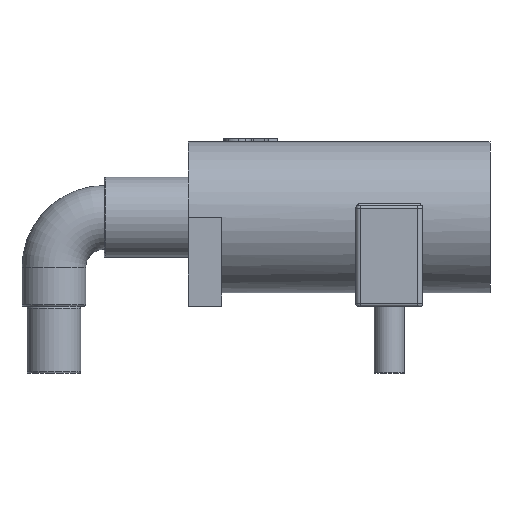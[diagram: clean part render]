
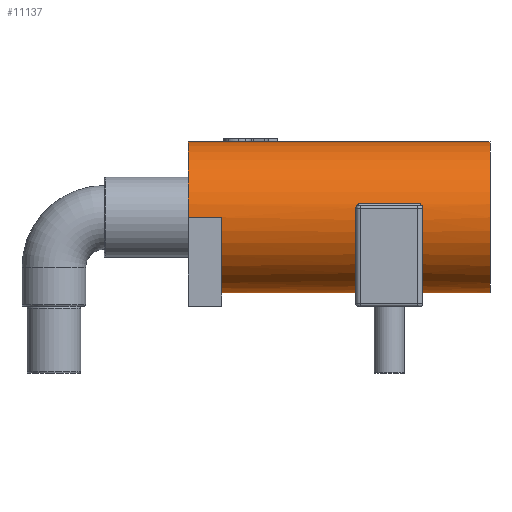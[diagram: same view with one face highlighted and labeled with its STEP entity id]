
A CAD part, left-side view. The second image highlights one B-rep face of the part: STEP entity #11137.
In plain terms, the highlighted cylindrical face has radius 2.25 mm (diameter 4.5 mm), a partial arc.
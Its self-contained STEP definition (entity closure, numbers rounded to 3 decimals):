
#503=B_SPLINE_CURVE_WITH_KNOTS('',3,(#14067,#14068,#14069,#14070,#14071,
#14072,#14073,#14074,#14075,#14076),.UNSPECIFIED.,.F.,.F.,(4,2,2,2,4),(0.,
0.,0.007,0.011,0.014),
 .UNSPECIFIED.);
#504=B_SPLINE_CURVE_WITH_KNOTS('',3,(#14081,#14082,#14083,#14084,#14085,
#14086,#14087,#14088,#14089,#14090),.UNSPECIFIED.,.F.,.F.,(4,2,2,2,4),(0.036,
0.039,0.044,0.051,0.051),
 .UNSPECIFIED.);
#508=B_SPLINE_CURVE_WITH_KNOTS('',3,(#14192,#14193,#14194,#14195),
 .UNSPECIFIED.,.F.,.F.,(4,4),(0.107,0.162),
 .UNSPECIFIED.);
#509=B_SPLINE_CURVE_WITH_KNOTS('',3,(#14224,#14225,#14226,#14227),
 .UNSPECIFIED.,.F.,.F.,(4,4),(0.,0.055),.UNSPECIFIED.);
#1524=LINE('',#14092,#2337);
#1538=LINE('',#14154,#2351);
#1542=LINE('',#14162,#2355);
#1571=LINE('',#14283,#2384);
#1590=LINE('',#14338,#2403);
#1591=LINE('',#14340,#2404);
#1592=LINE('',#14341,#2405);
#1593=LINE('',#14342,#2406);
#1594=LINE('',#14343,#2407);
#2337=VECTOR('',#12365,10.);
#2351=VECTOR('',#12427,10.);
#2355=VECTOR('',#12431,10.);
#2384=VECTOR('',#12562,10.);
#2403=VECTOR('',#12609,10.);
#2404=VECTOR('',#12610,10.);
#2405=VECTOR('',#12611,10.);
#2406=VECTOR('',#12612,10.);
#2407=VECTOR('',#12613,10.);
#3153=CYLINDRICAL_SURFACE('',#11935,2.25);
#3247=FACE_OUTER_BOUND('',#3906,.T.);
#3906=EDGE_LOOP('',(#7896,#7897,#7898,#7899,#7900,#7901,#7902,#7903,#7904,
#7905,#7906,#7907,#7908,#7909,#7910,#7911,#7912,#7913));
#4529=CIRCLE('',#11824,2.25);
#4540=CIRCLE('',#11838,2.25);
#4584=CIRCLE('',#11932,2.25);
#4585=CIRCLE('',#11934,2.25);
#4586=CIRCLE('',#11936,2.25);
#4686=VERTEX_POINT('',#14004);
#4687=VERTEX_POINT('',#14006);
#4696=VERTEX_POINT('',#14050);
#4697=VERTEX_POINT('',#14052);
#4701=VERTEX_POINT('',#14066);
#4702=VERTEX_POINT('',#14079);
#4717=VERTEX_POINT('',#14151);
#4718=VERTEX_POINT('',#14153);
#4721=VERTEX_POINT('',#14159);
#4722=VERTEX_POINT('',#14161);
#4736=VERTEX_POINT('',#14247);
#4760=VERTEX_POINT('',#14319);
#4761=VERTEX_POINT('',#14321);
#4763=VERTEX_POINT('',#14328);
#4764=VERTEX_POINT('',#14329);
#4766=VERTEX_POINT('',#14335);
#4767=VERTEX_POINT('',#14337);
#4768=VERTEX_POINT('',#14339);
#5853=EDGE_CURVE('',#4687,#4686,#4529,.T.);
#5868=EDGE_CURVE('',#4697,#4696,#4540,.T.);
#5875=EDGE_CURVE('',#4687,#4701,#503,.F.);
#5878=EDGE_CURVE('',#4702,#4696,#504,.F.);
#5879=EDGE_CURVE('',#4701,#4702,#1524,.T.);
#5907=EDGE_CURVE('',#4718,#4717,#1538,.T.);
#5911=EDGE_CURVE('',#4722,#4721,#1542,.T.);
#5922=EDGE_CURVE('',#4718,#4686,#508,.F.);
#5938=EDGE_CURVE('',#4697,#4721,#509,.F.);
#5965=EDGE_CURVE('',#4736,#4722,#1571,.T.);
#5984=EDGE_CURVE('',#4761,#4760,#4584,.T.);
#5988=EDGE_CURVE('',#4763,#4764,#4585,.T.);
#5991=EDGE_CURVE('',#4717,#4766,#4586,.T.);
#5992=EDGE_CURVE('',#4766,#4767,#1590,.T.);
#5993=EDGE_CURVE('',#4767,#4768,#1591,.T.);
#5994=EDGE_CURVE('',#4768,#4761,#1592,.T.);
#5995=EDGE_CURVE('',#4763,#4760,#1593,.T.);
#5996=EDGE_CURVE('',#4764,#4736,#1594,.T.);
#7896=ORIENTED_EDGE('',*,*,#5853,.T.);
#7897=ORIENTED_EDGE('',*,*,#5922,.F.);
#7898=ORIENTED_EDGE('',*,*,#5907,.T.);
#7899=ORIENTED_EDGE('',*,*,#5991,.T.);
#7900=ORIENTED_EDGE('',*,*,#5992,.T.);
#7901=ORIENTED_EDGE('',*,*,#5993,.T.);
#7902=ORIENTED_EDGE('',*,*,#5994,.T.);
#7903=ORIENTED_EDGE('',*,*,#5984,.T.);
#7904=ORIENTED_EDGE('',*,*,#5995,.F.);
#7905=ORIENTED_EDGE('',*,*,#5988,.T.);
#7906=ORIENTED_EDGE('',*,*,#5996,.T.);
#7907=ORIENTED_EDGE('',*,*,#5965,.T.);
#7908=ORIENTED_EDGE('',*,*,#5911,.T.);
#7909=ORIENTED_EDGE('',*,*,#5938,.F.);
#7910=ORIENTED_EDGE('',*,*,#5868,.T.);
#7911=ORIENTED_EDGE('',*,*,#5878,.F.);
#7912=ORIENTED_EDGE('',*,*,#5879,.F.);
#7913=ORIENTED_EDGE('',*,*,#5875,.F.);
#11137=ADVANCED_FACE('',(#3247),#3153,.T.);
#11824=AXIS2_PLACEMENT_3D('',#14007,#12309,#12310);
#11838=AXIS2_PLACEMENT_3D('',#14053,#12341,#12342);
#11932=AXIS2_PLACEMENT_3D('',#14322,#12594,#12595);
#11934=AXIS2_PLACEMENT_3D('',#14330,#12601,#12602);
#11935=AXIS2_PLACEMENT_3D('',#14334,#12605,#12606);
#11936=AXIS2_PLACEMENT_3D('',#14336,#12607,#12608);
#12309=DIRECTION('center_axis',(0.,-1.,0.));
#12310=DIRECTION('ref_axis',(-0.707,0.,0.707));
#12341=DIRECTION('center_axis',(0.,1.,0.));
#12342=DIRECTION('ref_axis',(-0.707,0.,0.707));
#12365=DIRECTION('',(0.,1.,0.));
#12427=DIRECTION('',(0.,-1.,0.));
#12431=DIRECTION('',(0.,-1.,0.));
#12562=DIRECTION('',(0.,-1.,0.));
#12594=DIRECTION('center_axis',(0.,-1.,0.));
#12595=DIRECTION('ref_axis',(-0.707,0.,-0.707));
#12601=DIRECTION('center_axis',(0.,-1.,0.));
#12602=DIRECTION('ref_axis',(-0.707,0.,0.707));
#12605=DIRECTION('center_axis',(0.,1.,0.));
#12606=DIRECTION('ref_axis',(-0.707,0.,0.707));
#12607=DIRECTION('center_axis',(0.,1.,0.));
#12608=DIRECTION('ref_axis',(-0.707,0.,-0.707));
#12609=DIRECTION('',(0.,1.,0.));
#12610=DIRECTION('',(0.,1.,0.));
#12611=DIRECTION('',(0.,1.,0.));
#12612=DIRECTION('',(0.,1.,0.));
#12613=DIRECTION('',(0.,-1.,0.));
#14004=CARTESIAN_POINT('',(-4.076,2.,-2.175));
#14006=CARTESIAN_POINT('',(-5.732,2.,0.285));
#14007=CARTESIAN_POINT('Origin',(-3.5,2.,0.));
#14050=CARTESIAN_POINT('',(-5.732,4.,0.285));
#14052=CARTESIAN_POINT('',(-4.076,4.,-2.175));
#14053=CARTESIAN_POINT('Origin',(-3.5,4.,0.));
#14066=CARTESIAN_POINT('',(-5.712,2.075,0.411));
#14067=CARTESIAN_POINT('Ctrl Pts',(-5.712,2.075,0.411));
#14068=CARTESIAN_POINT('Ctrl Pts',(-5.712,2.075,0.411));
#14069=CARTESIAN_POINT('Ctrl Pts',(-5.712,2.074,0.411));
#14070=CARTESIAN_POINT('Ctrl Pts',(-5.715,2.059,0.395));
#14071=CARTESIAN_POINT('Ctrl Pts',(-5.718,2.044,0.381));
#14072=CARTESIAN_POINT('Ctrl Pts',(-5.722,2.022,0.353));
#14073=CARTESIAN_POINT('Ctrl Pts',(-5.724,2.013,0.338));
#14074=CARTESIAN_POINT('Ctrl Pts',(-5.729,2.003,0.31));
#14075=CARTESIAN_POINT('Ctrl Pts',(-5.73,2.,0.298));
#14076=CARTESIAN_POINT('Ctrl Pts',(-5.732,2.,0.285));
#14079=CARTESIAN_POINT('',(-5.712,3.925,0.411));
#14081=CARTESIAN_POINT('Ctrl Pts',(-5.732,4.,0.285));
#14082=CARTESIAN_POINT('Ctrl Pts',(-5.73,4.,0.296));
#14083=CARTESIAN_POINT('Ctrl Pts',(-5.729,3.998,0.307));
#14084=CARTESIAN_POINT('Ctrl Pts',(-5.725,3.989,0.334));
#14085=CARTESIAN_POINT('Ctrl Pts',(-5.723,3.981,0.348));
#14086=CARTESIAN_POINT('Ctrl Pts',(-5.718,3.959,0.378));
#14087=CARTESIAN_POINT('Ctrl Pts',(-5.715,3.943,0.394));
#14088=CARTESIAN_POINT('Ctrl Pts',(-5.712,3.926,0.411));
#14089=CARTESIAN_POINT('Ctrl Pts',(-5.712,3.925,0.411));
#14090=CARTESIAN_POINT('Ctrl Pts',(-5.712,3.925,0.411));
#14092=CARTESIAN_POINT('',(-5.712,0.,0.411));
#14151=CARTESIAN_POINT('',(-3.5,0.,-2.25));
#14153=CARTESIAN_POINT('',(-3.5,2.075,-2.25));
#14154=CARTESIAN_POINT('',(-3.5,0.,-2.25));
#14159=CARTESIAN_POINT('',(-3.5,3.925,-2.25));
#14161=CARTESIAN_POINT('',(-3.5,5.25,-2.25));
#14162=CARTESIAN_POINT('',(-3.5,0.,-2.25));
#14192=CARTESIAN_POINT('Ctrl Pts',(-4.076,2.,-2.175));
#14193=CARTESIAN_POINT('Ctrl Pts',(-3.898,2.,-2.222));
#14194=CARTESIAN_POINT('Ctrl Pts',(-3.682,2.042,-2.25));
#14195=CARTESIAN_POINT('Ctrl Pts',(-3.5,2.075,-2.25));
#14224=CARTESIAN_POINT('Ctrl Pts',(-3.5,3.925,-2.25));
#14225=CARTESIAN_POINT('Ctrl Pts',(-3.682,3.958,-2.25));
#14226=CARTESIAN_POINT('Ctrl Pts',(-3.898,4.,-2.222));
#14227=CARTESIAN_POINT('Ctrl Pts',(-4.076,4.,-2.175));
#14247=CARTESIAN_POINT('',(-3.5,7.75,-2.25));
#14283=CARTESIAN_POINT('',(-3.5,0.,-2.25));
#14319=CARTESIAN_POINT('',(-5.75,9.,0.));
#14321=CARTESIAN_POINT('',(-3.5,9.,2.25));
#14322=CARTESIAN_POINT('Origin',(-3.5,9.,0.));
#14328=CARTESIAN_POINT('',(-5.75,8.,0.));
#14329=CARTESIAN_POINT('',(-3.5,8.,-2.25));
#14330=CARTESIAN_POINT('Origin',(-3.5,8.,0.));
#14334=CARTESIAN_POINT('Origin',(-3.5,0.,0.));
#14335=CARTESIAN_POINT('',(-3.5,0.,2.25));
#14336=CARTESIAN_POINT('Origin',(-3.5,0.,0.));
#14337=CARTESIAN_POINT('',(-3.5,6.,2.25));
#14338=CARTESIAN_POINT('',(-3.5,0.,2.25));
#14339=CARTESIAN_POINT('',(-3.5,8.,2.25));
#14340=CARTESIAN_POINT('',(-3.5,0.,2.25));
#14341=CARTESIAN_POINT('',(-3.5,0.,2.25));
#14342=CARTESIAN_POINT('',(-5.75,0.,0.));
#14343=CARTESIAN_POINT('',(-3.5,0.,-2.25));
